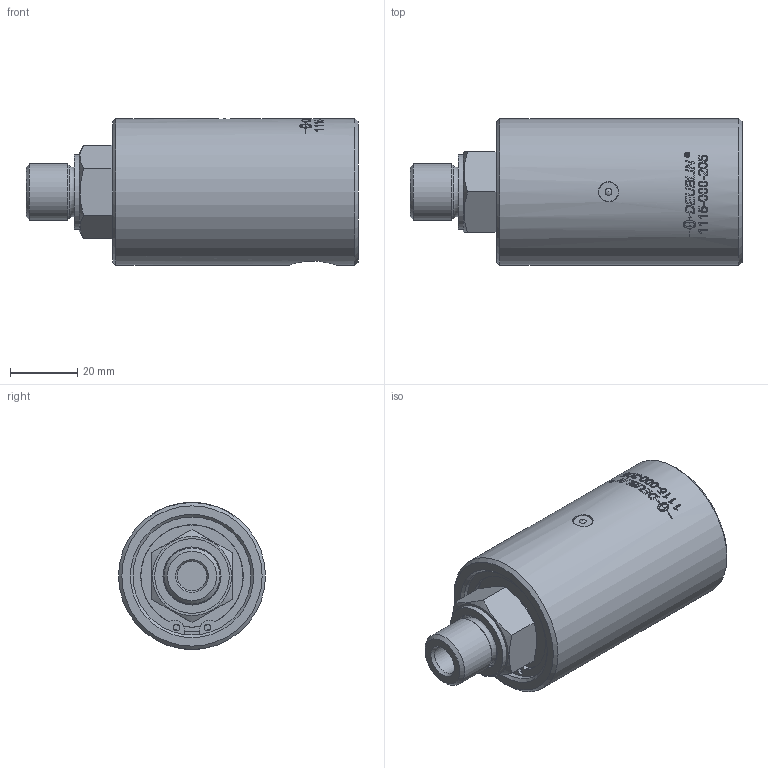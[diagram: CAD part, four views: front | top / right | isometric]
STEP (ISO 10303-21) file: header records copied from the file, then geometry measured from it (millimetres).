
FILE_DESCRIPTION(/* description */ (''),/* implementation_level */ '2;1');
FILE_NAME(/* name */ '1115-000-205-IC.stp',/* time_stamp */ '2020-05-14T10:21:56-05:00',/* author */ ('moorera'),/* organization */ (''),/* preprocessor_version */ 'ST-DEVELOPER v18.1',/* originating_system */ 'Autodesk Inventor 2020',/* authorisation */ '');
FILE_SCHEMA (('AUTOMOTIVE_DESIGN { 1 0 10303 214 3 1 1 }'));
Length unit declared in the file: millimetre
Products named in the file (1): 1115-000-205-IC
Bounding box: 98.74 x 43.7 x 43.7 mm (x, y, z)
Volume: 111728.3 mm3; surface area: 18000 mm2
Topology: 1 solids, 4 shells, 427 faces, 1138 edges, 760 vertices
Faces by surface type: plane 222, bspline 120, cylinder 67, cone 15, torus 2, sphere 1
Full cylindrical faces by diameter (mm): 1.981 x2, 2.31 x2, 4.88 x1, 4.9 x1, 5.75 x1, 6 x1, 8.7 x1, 13.889 x1, 14.69 x1, 16.66 x1, 17.3 x1, 19.96 x1, 22.2 x1, 30.4 x1, 35.08 x1, 37.25 x1, 43.7 x1
Entity records: 17184 total; most frequent: CARTESIAN_POINT 6797, ORIENTED_EDGE 2270, DIRECTION 1937, EDGE_CURVE 1135, VERTEX_POINT 760, AXIS2_PLACEMENT_3D 760, EDGE_LOOP 477, FACE_OUTER_BOUND 427
